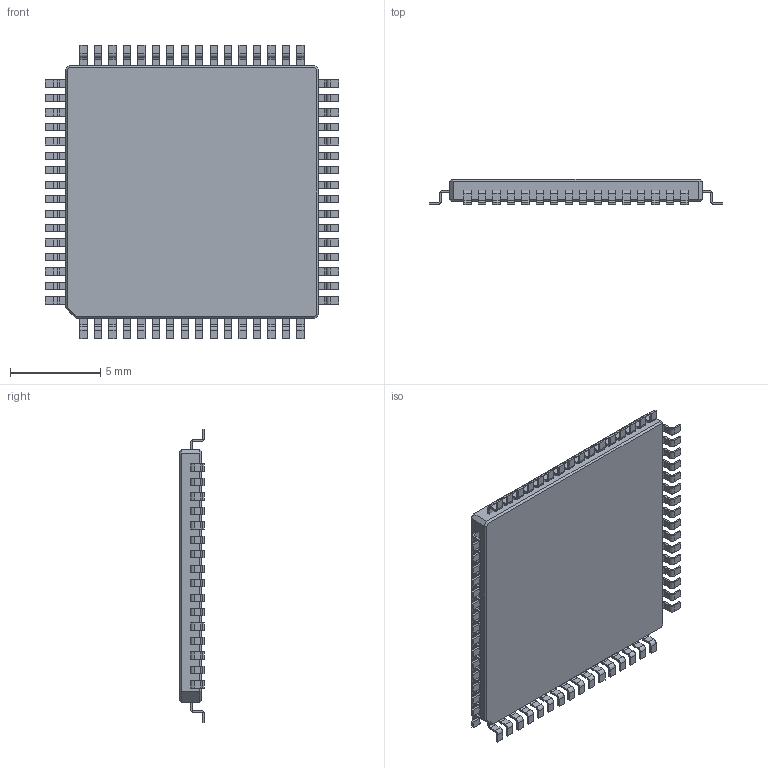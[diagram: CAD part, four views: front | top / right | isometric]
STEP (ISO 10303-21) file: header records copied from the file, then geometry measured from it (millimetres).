
FILE_DESCRIPTION (( 'STEP AP214' ), '1' );
FILE_NAME ('User Library-TQFP64-1.STEP', '2011-03-11T12:09:38', ( 'SysAdmin' ), ( 'SolidWorks' ), 'SwSTEP 2.0', 'SolidWorks 2011', '' );
FILE_SCHEMA (( 'AUTOMOTIVE_DESIGN' ));
Length unit declared in the file: millimetre
Products named in the file (1): User Library-TQFP64-1
Bounding box: 16.25 x 1.36 x 16.25 mm (x, y, z)
Volume: 255.3 mm3; surface area: 928.3 mm2
Topology: 2 solids, 2 shells, 1479 faces, 3319 edges, 1866 vertices
Faces by surface type: plane 1177, cylinder 258, bspline 44
Entity records: 43727 total; most frequent: CARTESIAN_POINT 9429, ORIENTED_EDGE 6638, DIRECTION 6619, EDGE_CURVE 3319, VECTOR 2715, LINE 2715, AXIS2_PLACEMENT_3D 1952, VERTEX_POINT 1866
